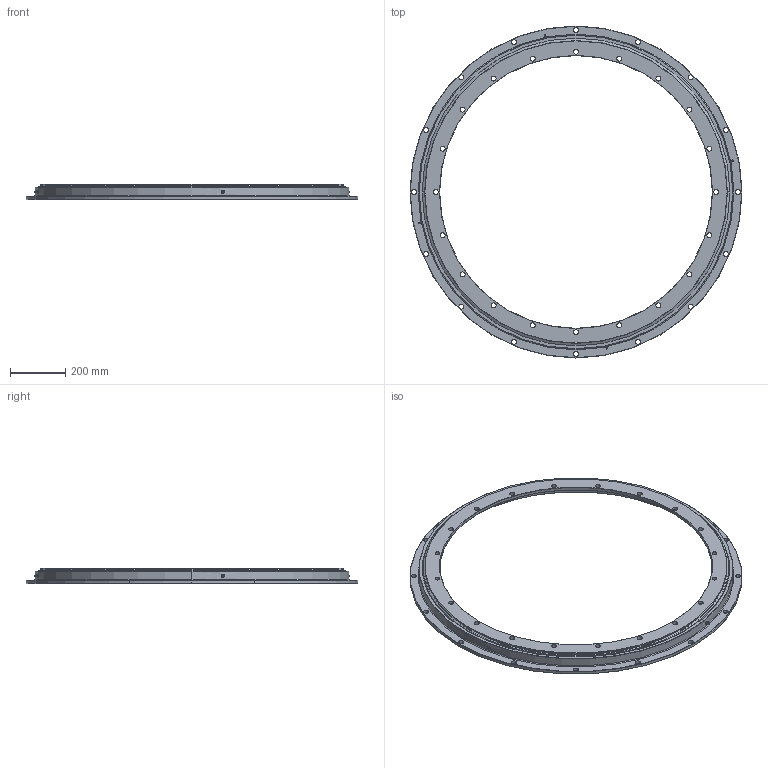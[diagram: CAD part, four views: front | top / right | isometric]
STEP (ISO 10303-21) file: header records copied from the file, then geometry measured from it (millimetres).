
FILE_DESCRIPTION (( 'STEP AP214' ), '1' );
FILE_NAME ('SD.1200.20.00.C.STEP', '2017-07-26T14:28:41', ( '' ), ( '' ), 'SwSTEP 2.0', 'SolidWorks 2015', '' );
FILE_SCHEMA (( 'AUTOMOTIVE_DESIGN' ));
Length unit declared in the file: millimetre
Products named in the file (7): SD.1200.20.00.C; A.1198.B20C.A1N.0 - IR; A.1198.B20C.A1N.0 - OR; Ball D20; A.1198.B20C.A1N.0 - IR Seal; A.1198.B20C.A1N.0 - OR Seal; Grease nipple M10x1mm
Assembly tree (155 placements, depth 2):
  SD.1200.20.00.C
    A.1198.B20C.A1N.0 - IR
    A.1198.B20C.A1N.0 - OR
    Ball D20  x147
    A.1198.B20C.A1N.0 - IR Seal
    A.1198.B20C.A1N.0 - OR Seal
    Grease nipple M10x1mm  x4
Bounding box: 1198 x 1198 x 56 mm (x, y, z)
Volume: 8281763 mm3; surface area: 1944684.2 mm2
Topology: 155 solids, 155 shells, 631 faces, 1832 edges, 1229 vertices
Faces by surface type: sphere 294, cylinder 132, cone 100, plane 56, torus 49
Entity records: 9370 total; most frequent: CARTESIAN_POINT 2010, DIRECTION 1636, ORIENTED_EDGE 1178, AXIS2_PLACEMENT_3D 740, EDGE_CURVE 589, VERTEX_POINT 370, CIRCLE 345, EDGE_LOOP 333
